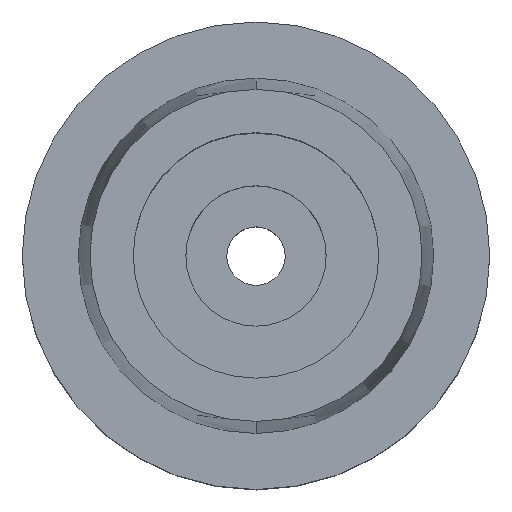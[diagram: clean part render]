
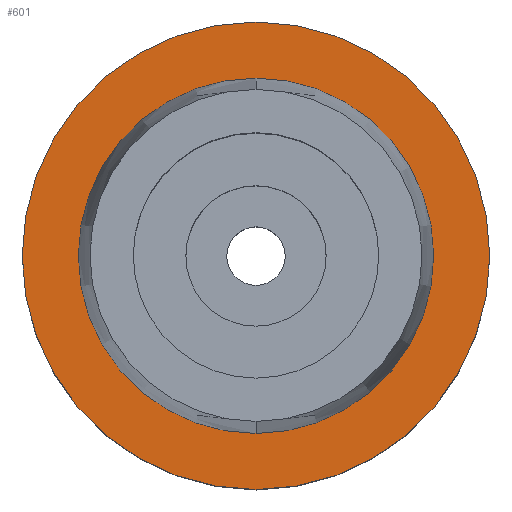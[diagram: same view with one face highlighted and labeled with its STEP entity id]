
A CAD part, top view. The second image highlights one B-rep face of the part: STEP entity #601.
In plain terms, the highlighted planar face has unit normal (0, 0, 1).
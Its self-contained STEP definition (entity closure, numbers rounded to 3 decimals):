
#32 = CARTESIAN_POINT ( 'NONE',  ( 0., 0., 0. ) ) ;
#56 = ORIENTED_EDGE ( 'NONE', *, *, #1685, .F. ) ;
#76 = CARTESIAN_POINT ( 'NONE',  ( 0., 0., 0. ) ) ;
#133 = ORIENTED_EDGE ( 'NONE', *, *, #971, .F. ) ;
#143 = DIRECTION ( 'NONE',  ( 0., 0., 1. ) ) ;
#154 = CARTESIAN_POINT ( 'NONE',  ( 0., 0., 0. ) ) ;
#194 = DIRECTION ( 'NONE',  ( 0., 0., -1. ) ) ;
#367 = DIRECTION ( 'NONE',  ( 0., 1., 0. ) ) ;
#383 = EDGE_CURVE ( 'NONE', #2028, #2599, #685, .T. ) ;
#422 = CIRCLE ( 'NONE', #1479, 15.2 ) ;
#592 = PLANE ( 'NONE',  #2657 ) ;
#601 = ADVANCED_FACE ( 'NONE', ( #1635, #1215 ), #592, .T. ) ;
#625 = DIRECTION ( 'NONE',  ( 0., 0., 1. ) ) ;
#685 = CIRCLE ( 'NONE', #2612, 20. ) ;
#804 = EDGE_CURVE ( 'NONE', #2553, #1964, #2094, .T. ) ;
#865 = DIRECTION ( 'NONE',  ( 0., 0., -1. ) ) ;
#887 = EDGE_LOOP ( 'NONE', ( #56, #2075 ) ) ;
#971 = EDGE_CURVE ( 'NONE', #1964, #2553, #422, .T. ) ;
#990 = DIRECTION ( 'NONE',  ( 1., 0., 0. ) ) ;
#1215 = FACE_BOUND ( 'NONE', #1263, .T. ) ;
#1235 = CARTESIAN_POINT ( 'NONE',  ( 0., 15.2, 0. ) ) ;
#1263 = EDGE_LOOP ( 'NONE', ( #2508, #133 ) ) ;
#1315 = CARTESIAN_POINT ( 'NONE',  ( 0., 20., 0. ) ) ;
#1422 = CARTESIAN_POINT ( 'NONE',  ( 0., 0., 0. ) ) ;
#1461 = DIRECTION ( 'NONE',  ( 0., -1., 0. ) ) ;
#1479 = AXIS2_PLACEMENT_3D ( 'NONE', #2500, #625, #1941 ) ;
#1514 = AXIS2_PLACEMENT_3D ( 'NONE', #154, #194, #1632 ) ;
#1518 = AXIS2_PLACEMENT_3D ( 'NONE', #76, #1591, #367 ) ;
#1591 = DIRECTION ( 'NONE',  ( 0., 0., 1. ) ) ;
#1632 = DIRECTION ( 'NONE',  ( 0., 1., 0. ) ) ;
#1635 = FACE_OUTER_BOUND ( 'NONE', #887, .T. ) ;
#1681 = CARTESIAN_POINT ( 'NONE',  ( 0., -20., 0. ) ) ;
#1685 = EDGE_CURVE ( 'NONE', #2599, #2028, #1830, .T. ) ;
#1830 = CIRCLE ( 'NONE', #1514, 20. ) ;
#1941 = DIRECTION ( 'NONE',  ( 0., -1., 0. ) ) ;
#1964 = VERTEX_POINT ( 'NONE', #2667 ) ;
#2028 = VERTEX_POINT ( 'NONE', #1681 ) ;
#2075 = ORIENTED_EDGE ( 'NONE', *, *, #383, .F. ) ;
#2094 = CIRCLE ( 'NONE', #1518, 15.2 ) ;
#2500 = CARTESIAN_POINT ( 'NONE',  ( 0., 0., 0. ) ) ;
#2508 = ORIENTED_EDGE ( 'NONE', *, *, #804, .F. ) ;
#2553 = VERTEX_POINT ( 'NONE', #1235 ) ;
#2599 = VERTEX_POINT ( 'NONE', #1315 ) ;
#2612 = AXIS2_PLACEMENT_3D ( 'NONE', #32, #865, #1461 ) ;
#2657 = AXIS2_PLACEMENT_3D ( 'NONE', #1422, #143, #990 ) ;
#2667 = CARTESIAN_POINT ( 'NONE',  ( 0., -15.2, 0. ) ) ;
